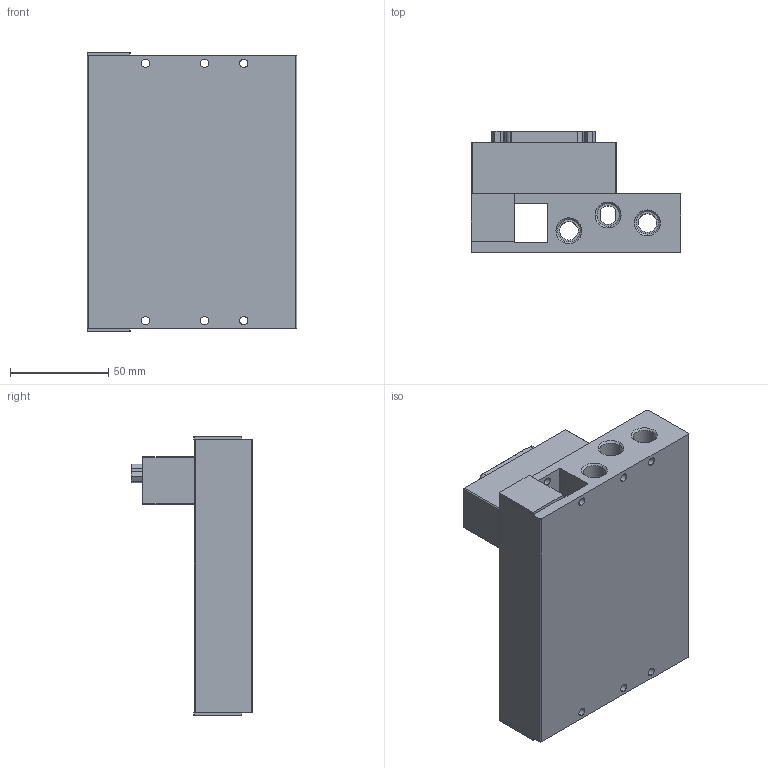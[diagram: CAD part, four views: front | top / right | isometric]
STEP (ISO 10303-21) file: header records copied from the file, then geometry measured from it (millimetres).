
FILE_DESCRIPTION (( 'STEP AP203' ), '1' );
FILE_NAME ('S2VM-6F-06.STEP', '2022-08-02T08:19:27', ( '' ), ( '' ), 'SwSTEP 2.0', 'SolidWorks 2022', '' );
FILE_SCHEMA (( 'CONFIG_CONTROL_DESIGN' ));
Length unit declared in the file: millimetre
Products named in the file (1): S2VM-6F-06
Bounding box: 106.7 x 61.7 x 142 mm (x, y, z)
Volume: 403252.4 mm3; surface area: 78838.6 mm2
Topology: 1 solids, 1 shells, 367 faces, 860 edges, 556 vertices
Faces by surface type: cylinder 164, plane 111, cone 92
Entity records: 10795 total; most frequent: DIRECTION 2068, CARTESIAN_POINT 1784, ORIENTED_EDGE 1720, EDGE_CURVE 860, AXIS2_PLACEMENT_3D 840, VERTEX_POINT 556, CIRCLE 472, EDGE_LOOP 452
